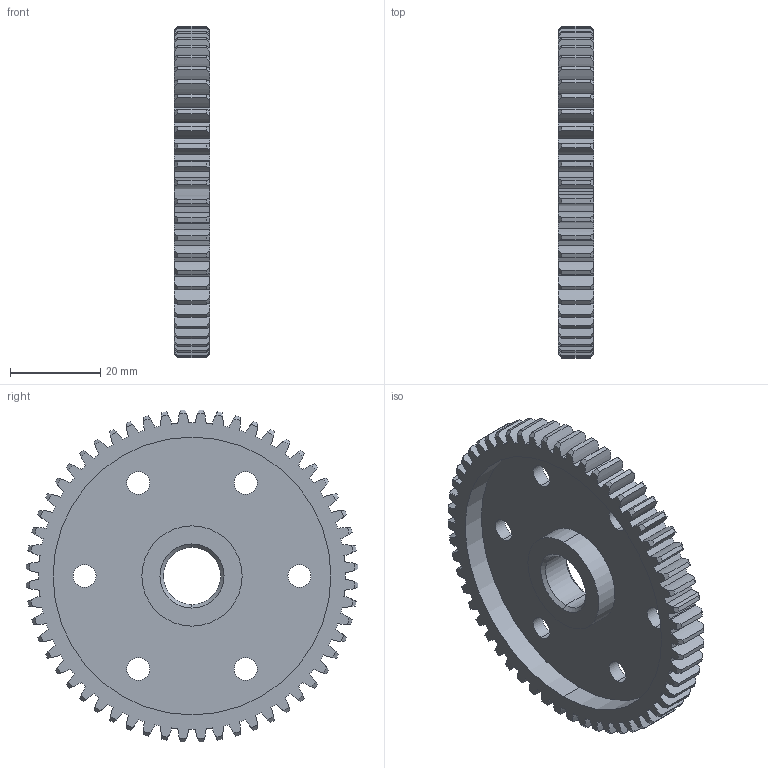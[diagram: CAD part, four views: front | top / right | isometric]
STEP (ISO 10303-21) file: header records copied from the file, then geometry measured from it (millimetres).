
FILE_DESCRIPTION (( 'STEP AP214' ), '1' );
FILE_NAME ('am-3712 56T 20DP 500 Bore with Bolt Circle.STEP', '2022-02-08T15:27:32', ( '' ), ( '' ), 'SwSTEP 2.0', 'SolidWorks 2021', '' );
FILE_SCHEMA (( 'AUTOMOTIVE_DESIGN' ));
Length unit declared in the file: inch
Products named in the file (1): am-3712 56T 20DP 500 Bore with Bolt Circle
Bounding box: 7.94 x 73.59 x 73.59 mm (x, y, z)
Volume: 16546.1 mm3; surface area: 12813.3 mm2
Topology: 1 solids, 1 shells, 367 faces, 1085 edges, 722 vertices
Faces by surface type: cylinder 247, cone 116, plane 4
Entity records: 12889 total; most frequent: CARTESIAN_POINT 2847, DIRECTION 2207, ORIENTED_EDGE 2170, EDGE_CURVE 1085, AXIS2_PLACEMENT_3D 978, VERTEX_POINT 722, CIRCLE 610, EDGE_LOOP 383
